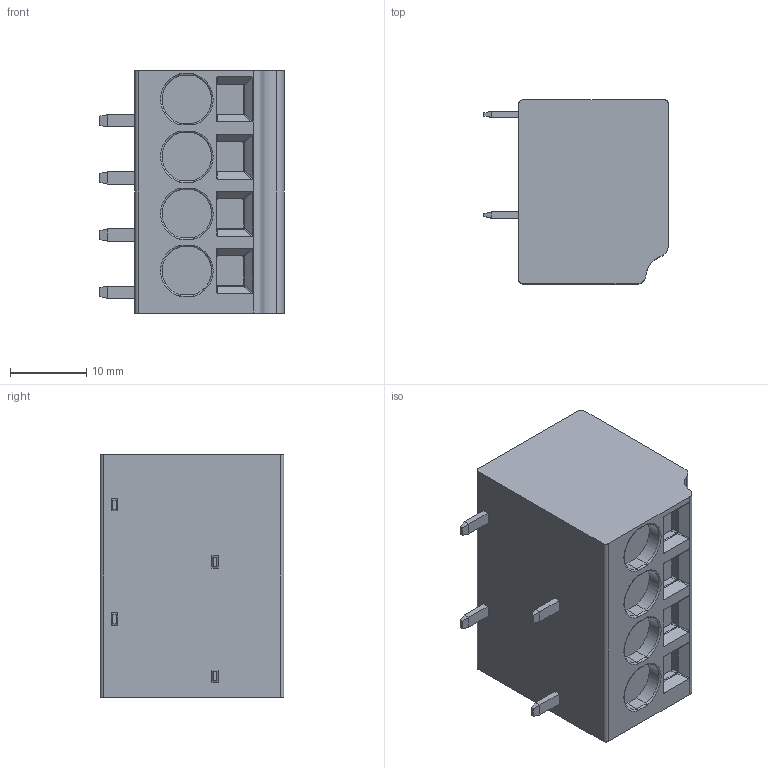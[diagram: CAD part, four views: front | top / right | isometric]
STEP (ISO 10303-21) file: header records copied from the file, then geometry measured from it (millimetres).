
FILE_DESCRIPTION (( 'STEP AP203' ), '1' );
FILE_NAME ('MPX420-75004.STEP', '2018-07-10T05:08:10', ( 'AcerPC' ), ( 'DECA' ), 'SwSTEP 2.0', 'SolidWorks 2012', '' );
FILE_SCHEMA (( 'CONFIG_CONTROL_DESIGN' ));
Length unit declared in the file: millimetre
Products named in the file (1): MPX420-75004
Bounding box: 24.2 x 24.15 x 31.8 mm (x, y, z)
Volume: 14352.9 mm3; surface area: 3956.2 mm2
Topology: 1 solids, 1 shells, 197 faces, 470 edges, 290 vertices
Faces by surface type: plane 86, cylinder 71, bspline 40
Entity records: 6949 total; most frequent: CARTESIAN_POINT 2769, ORIENTED_EDGE 940, DIRECTION 688, EDGE_CURVE 470, VERTEX_POINT 290, LINE 254, VECTOR 254, AXIS2_PLACEMENT_3D 217
